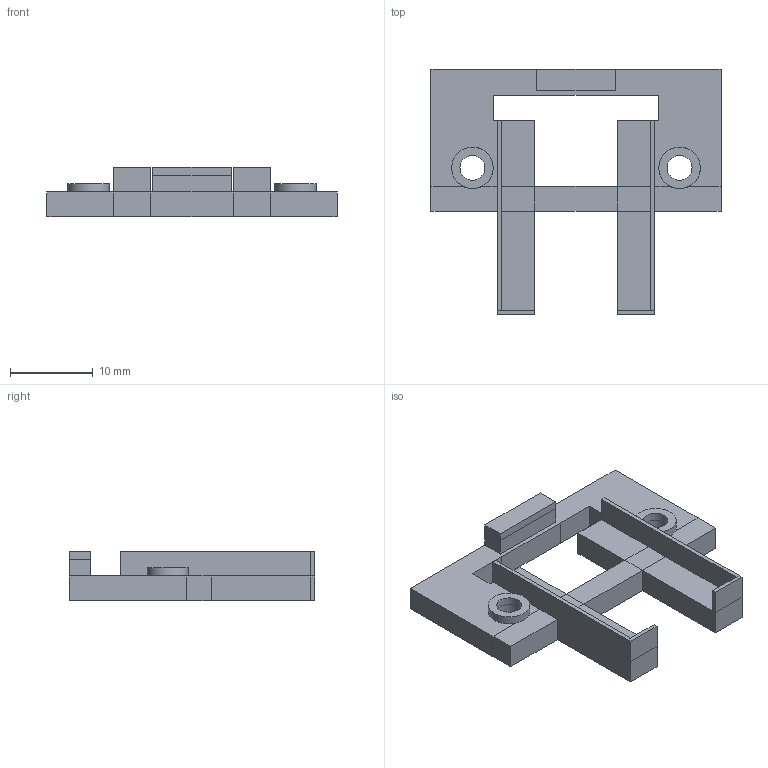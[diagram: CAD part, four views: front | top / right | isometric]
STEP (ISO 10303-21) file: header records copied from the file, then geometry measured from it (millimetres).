
FILE_DESCRIPTION(('FreeCAD Model'),'2;1');
FILE_NAME('Open CASCADE Shape Model','2024-03-13T11:34:33',(''),(''), 'Open CASCADE STEP processor 7.6','FreeCAD','Unknown');
FILE_SCHEMA(('AUTOMOTIVE_DESIGN { 1 0 10303 214 1 1 1 1 }'));
Length unit declared in the file: millimetre
Products named in the file (1): Pocket033
Bounding box: 35 x 29.66 x 6 mm (x, y, z)
Volume: 1858.7 mm3; surface area: 2282.1 mm2
Topology: 1 solids, 1 shells, 81 faces, 189 edges, 108 vertices
Faces by surface type: plane 75, cylinder 6
Full cylindrical faces by diameter (mm): 3 x4, 5 x2
Entity records: 4700 total; most frequent: CARTESIAN_POINT 771, DIRECTION 741, LINE 539, VECTOR 539, ORIENTED_EDGE 378, PCURVE 378, DEFINITIONAL_REPRESENTATION 378, EDGE_CURVE 189
